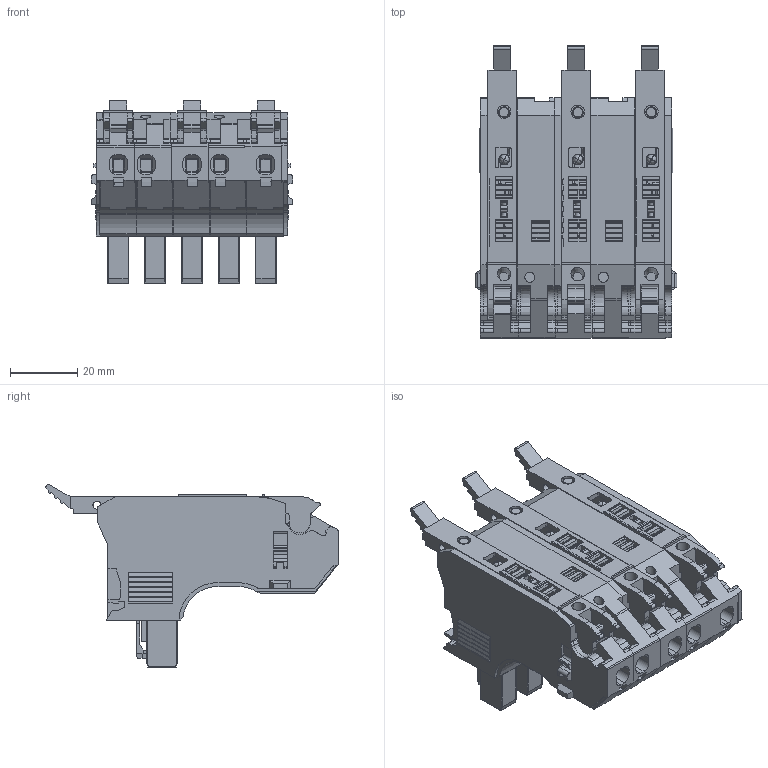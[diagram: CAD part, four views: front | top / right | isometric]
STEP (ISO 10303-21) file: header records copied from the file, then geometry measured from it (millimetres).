
FILE_DESCRIPTION(('CATIA V5 STEP Exchange','CAx-IF Rec.Pracs.--- Model Styling and Organization---1.4--- 2014-01-23'),'2;1');
FILE_NAME ('028452-3_2_1961770000_1961770000.stp','2019-08-23T09:37:49+00:00',('none'),('Weidmueller'),'CATIA Version 5-6 Release 2016 SP3 HF44','CATIA V5 STEP AP214','none');
FILE_SCHEMA(('AUTOMOTIVE_DESIGN { 1 0 10303 214 1 1 1 1 }'));
Products named in the file (1): 1961770000
Bounding box: 60.05 x 86.92 x 54.5 mm (x, y, z)
Volume: 95998.1 mm3; surface area: 53567.1 mm2
Topology: 19 solids, 20 shells, 3937 faces, 12145 edges, 8156 vertices
Faces by surface type: plane 2389, cylinder 1074, extrusion 208, torus 108, cone 68, sphere 56, bspline 34
Entity records: 140752 total; most frequent: CARTESIAN_POINT 34705, ORIENTED_EDGE 24178, DIRECTION 17703, EDGE_CURVE 12089, VECTOR 9361, LINE 9153, VERTEX_POINT 8156, AXIS2_PLACEMENT_3D 5118
